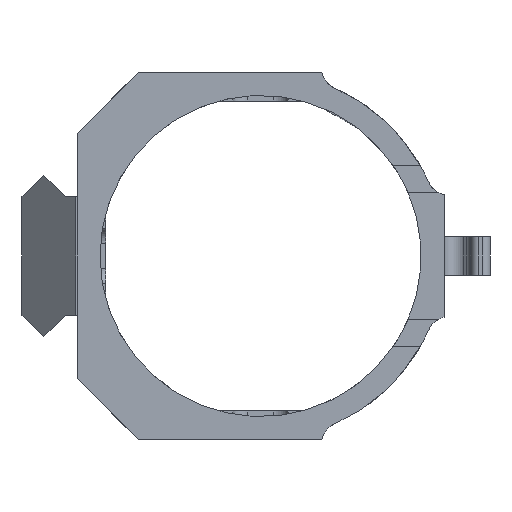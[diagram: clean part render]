
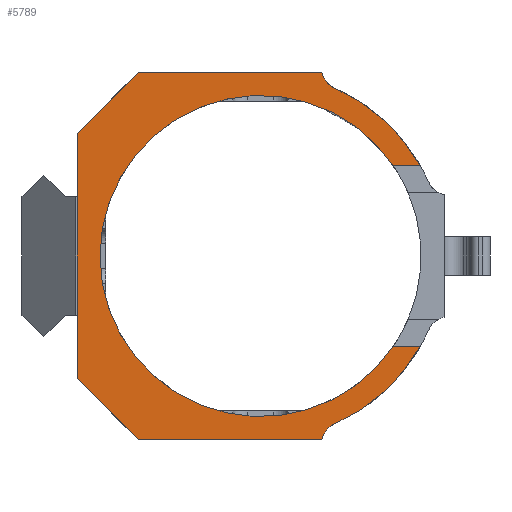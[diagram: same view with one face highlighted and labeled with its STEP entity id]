
A CAD part, front view. The second image highlights one B-rep face of the part: STEP entity #5789.
In plain terms, the highlighted planar face has unit normal (0, -1, 0).
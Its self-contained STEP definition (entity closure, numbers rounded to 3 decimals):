
#90=CIRCLE('',#6111,3.);
#93=CIRCLE('',#6117,3.);
#98=CIRCLE('',#6128,21.);
#99=CIRCLE('',#6129,21.);
#100=CIRCLE('',#6130,24.);
#101=CIRCLE('',#6131,24.);
#322=PLANE('',#6127);
#507=FACE_OUTER_BOUND('',#801,.T.);
#801=EDGE_LOOP('',(#4023,#4024,#4025,#4026,#4027,#4028,#4029,#4030,#4031,
#4032,#4033,#4034,#4035));
#1181=LINE('',#8525,#1800);
#1188=LINE('',#8546,#1807);
#1189=LINE('',#8549,#1808);
#1190=LINE('',#8551,#1809);
#1191=LINE('',#8553,#1810);
#1192=LINE('',#8555,#1811);
#1193=LINE('',#8556,#1812);
#1800=VECTOR('',#6766,10.);
#1807=VECTOR('',#6787,10.);
#1808=VECTOR('',#6790,10.);
#1809=VECTOR('',#6791,10.);
#1810=VECTOR('',#6792,10.);
#1811=VECTOR('',#6793,10.);
#1812=VECTOR('',#6794,10.);
#2440=VERTEX_POINT('',#8483);
#2441=VERTEX_POINT('',#8484);
#2447=VERTEX_POINT('',#8503);
#2448=VERTEX_POINT('',#8505);
#2454=VERTEX_POINT('',#8523);
#2455=VERTEX_POINT('',#8524);
#2460=VERTEX_POINT('',#8541);
#2461=VERTEX_POINT('',#8543);
#2462=VERTEX_POINT('',#8545);
#2463=VERTEX_POINT('',#8548);
#2464=VERTEX_POINT('',#8550);
#2465=VERTEX_POINT('',#8552);
#2466=VERTEX_POINT('',#8554);
#3049=EDGE_CURVE('',#2440,#2441,#90,.F.);
#3060=EDGE_CURVE('',#2448,#2447,#93,.F.);
#3069=EDGE_CURVE('',#2454,#2455,#1181,.T.);
#3078=EDGE_CURVE('',#2460,#2455,#98,.T.);
#3079=EDGE_CURVE('',#2461,#2460,#99,.T.);
#3080=EDGE_CURVE('',#2461,#2462,#1188,.T.);
#3081=EDGE_CURVE('',#2440,#2462,#100,.T.);
#3082=EDGE_CURVE('',#2463,#2441,#1189,.T.);
#3083=EDGE_CURVE('',#2463,#2464,#1190,.T.);
#3084=EDGE_CURVE('',#2465,#2464,#1191,.T.);
#3085=EDGE_CURVE('',#2466,#2465,#1192,.T.);
#3086=EDGE_CURVE('',#2448,#2466,#1193,.T.);
#3087=EDGE_CURVE('',#2454,#2447,#101,.T.);
#4023=ORIENTED_EDGE('',*,*,#3069,.T.);
#4024=ORIENTED_EDGE('',*,*,#3078,.F.);
#4025=ORIENTED_EDGE('',*,*,#3079,.F.);
#4026=ORIENTED_EDGE('',*,*,#3080,.T.);
#4027=ORIENTED_EDGE('',*,*,#3081,.F.);
#4028=ORIENTED_EDGE('',*,*,#3049,.T.);
#4029=ORIENTED_EDGE('',*,*,#3082,.F.);
#4030=ORIENTED_EDGE('',*,*,#3083,.T.);
#4031=ORIENTED_EDGE('',*,*,#3084,.F.);
#4032=ORIENTED_EDGE('',*,*,#3085,.F.);
#4033=ORIENTED_EDGE('',*,*,#3086,.F.);
#4034=ORIENTED_EDGE('',*,*,#3060,.T.);
#4035=ORIENTED_EDGE('',*,*,#3087,.F.);
#5789=ADVANCED_FACE('',(#507),#322,.F.);
#6111=AXIS2_PLACEMENT_3D('',#8485,#6728,#6729);
#6117=AXIS2_PLACEMENT_3D('',#8506,#6748,#6749);
#6127=AXIS2_PLACEMENT_3D('',#8540,#6781,#6782);
#6128=AXIS2_PLACEMENT_3D('',#8542,#6783,#6784);
#6129=AXIS2_PLACEMENT_3D('',#8544,#6785,#6786);
#6130=AXIS2_PLACEMENT_3D('',#8547,#6788,#6789);
#6131=AXIS2_PLACEMENT_3D('',#8557,#6795,#6796);
#6728=DIRECTION('center_axis',(0.,-1.,0.));
#6729=DIRECTION('ref_axis',(-0.404,0.,-0.915));
#6748=DIRECTION('center_axis',(0.,-1.,0.));
#6749=DIRECTION('ref_axis',(-0.404,0.,0.915));
#6766=DIRECTION('',(-1.,0.,0.));
#6781=DIRECTION('center_axis',(0.,1.,0.));
#6782=DIRECTION('ref_axis',(1.,0.,0.));
#6783=DIRECTION('center_axis',(0.,-1.,0.));
#6784=DIRECTION('ref_axis',(1.,0.,0.));
#6785=DIRECTION('center_axis',(0.,-1.,0.));
#6786=DIRECTION('ref_axis',(1.,0.,0.));
#6787=DIRECTION('',(1.,0.,0.));
#6788=DIRECTION('center_axis',(0.,1.,0.));
#6789=DIRECTION('ref_axis',(1.,0.,0.));
#6790=DIRECTION('',(1.,0.,0.));
#6791=DIRECTION('',(-0.707,0.,-0.707));
#6792=DIRECTION('',(0.,0.,1.));
#6793=DIRECTION('',(-0.707,0.,0.707));
#6794=DIRECTION('',(-1.,0.,0.));
#6795=DIRECTION('center_axis',(0.,1.,0.));
#6796=DIRECTION('ref_axis',(1.,0.,0.));
#8483=CARTESIAN_POINT('',(9.705,0.,21.95));
#8484=CARTESIAN_POINT('',(8.,0.,24.));
#8485=CARTESIAN_POINT('Origin',(10.919,0.,24.694));
#8503=CARTESIAN_POINT('',(9.705,0.,-21.95));
#8505=CARTESIAN_POINT('',(8.,0.,-24.));
#8506=CARTESIAN_POINT('Origin',(10.919,0.,-24.694));
#8523=CARTESIAN_POINT('',(20.854,0.,-11.879));
#8524=CARTESIAN_POINT('',(17.318,0.,-11.879));
#8525=CARTESIAN_POINT('',(8.659,0.,-11.879));
#8540=CARTESIAN_POINT('Origin',(0.,0.,0.));
#8541=CARTESIAN_POINT('',(-21.,0.,0.));
#8542=CARTESIAN_POINT('Origin',(0.,0.,0.));
#8543=CARTESIAN_POINT('',(17.318,0.,11.879));
#8544=CARTESIAN_POINT('Origin',(0.,0.,0.));
#8545=CARTESIAN_POINT('',(20.854,0.,11.879));
#8546=CARTESIAN_POINT('',(10.427,0.,11.879));
#8547=CARTESIAN_POINT('Origin',(0.,0.,0.));
#8548=CARTESIAN_POINT('',(-16.,0.,24.));
#8549=CARTESIAN_POINT('',(-24.,0.,24.));
#8550=CARTESIAN_POINT('',(-24.,0.,16.));
#8551=CARTESIAN_POINT('',(-16.,0.,24.));
#8552=CARTESIAN_POINT('',(-24.,0.,-16.));
#8553=CARTESIAN_POINT('',(-24.,0.,-24.));
#8554=CARTESIAN_POINT('',(-16.,0.,-24.));
#8555=CARTESIAN_POINT('',(-16.,0.,-24.));
#8556=CARTESIAN_POINT('',(8.,0.,-24.));
#8557=CARTESIAN_POINT('Origin',(0.,0.,0.));
